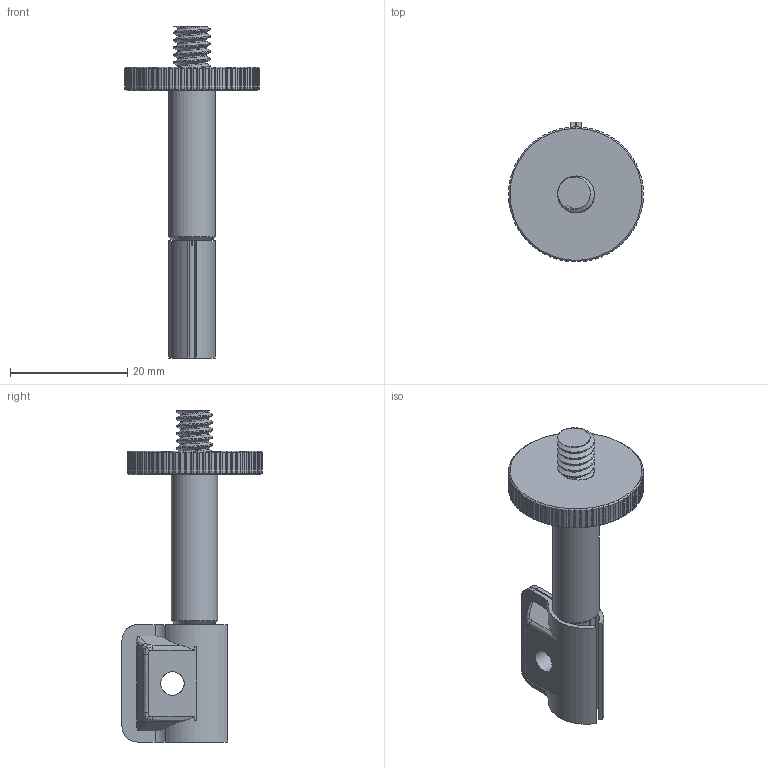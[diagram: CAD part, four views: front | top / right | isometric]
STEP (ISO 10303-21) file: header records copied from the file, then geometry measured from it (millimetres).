
FILE_DESCRIPTION(/* description */ (''),/* implementation_level */ '2;1');
FILE_NAME(/* name */ 'Mount.step',/* time_stamp */ '2024-01-29T14:38:16-07:00',/* author */ (''),/* organization */ (''),/* preprocessor_version */ 'ST-DEVELOPER v20',/* originating_system */ 'Autodesk Translation Framework v12.14.0.127',/* authorisation */ '');
FILE_SCHEMA (('AUTOMOTIVE_DESIGN { 1 0 10303 214 3 1 1 }'));
Length unit declared in the file: millimetre
Products named in the file (3): Mount; Threaded Mount v1; Lock Disk v2
Assembly tree (2 placements, depth 2):
  Mount
    Threaded Mount v1
    Lock Disk v2
Bounding box: 23 x 23.87 x 56.6 mm (x, y, z)
Volume: 4696.4 mm3; surface area: 4563 mm2
Topology: 4 solids, 4 shells, 344 faces, 1011 edges, 675 vertices
Faces by surface type: plane 181, cylinder 116, bspline 44, cone 3
Full cylindrical faces by diameter (mm): 4 x2, 4.839 x4, 5.116 x1, 6.248 x6, 6.35 x1, 6.5 x1, 6.8 x1, 7.9 x1
Entity records: 16345 total; most frequent: CARTESIAN_POINT 8243, ORIENTED_EDGE 2022, DIRECTION 1348, EDGE_CURVE 1011, VERTEX_POINT 675, AXIS2_PLACEMENT_3D 516, EDGE_LOOP 350, FACE_OUTER_BOUND 344
